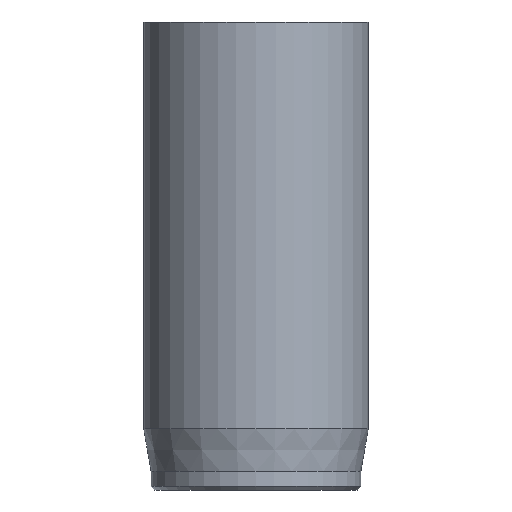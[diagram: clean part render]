
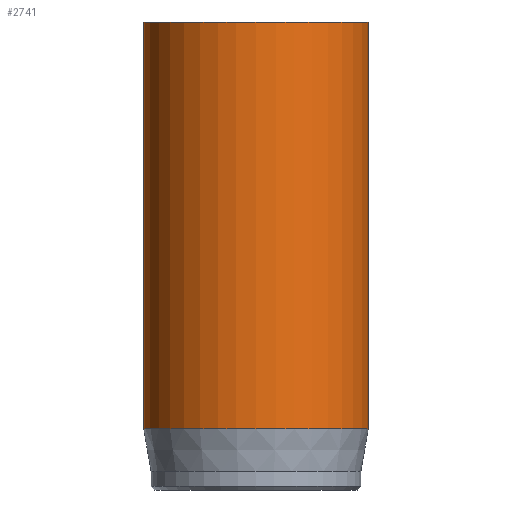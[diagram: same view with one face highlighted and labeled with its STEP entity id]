
A CAD part, front view. The second image highlights one B-rep face of the part: STEP entity #2741.
In plain terms, the highlighted cylindrical face has radius 6 mm (diameter 12 mm), a full revolution.
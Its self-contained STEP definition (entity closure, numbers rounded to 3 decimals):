
#43=CYLINDRICAL_SURFACE('',#2912,6.);
#60=CIRCLE('',#2910,6.);
#61=CIRCLE('',#2911,6.);
#62=CIRCLE('',#2913,6.);
#241=FACE_OUTER_BOUND('',#395,.T.);
#395=EDGE_LOOP('',(#2185,#2186,#2187,#2188,#2189));
#598=LINE('',#4656,#814);
#814=VECTOR('',#3224,6.);
#1227=VERTEX_POINT('',#4648);
#1228=VERTEX_POINT('',#4649);
#1229=VERTEX_POINT('',#4654);
#1588=EDGE_CURVE('',#1227,#1228,#60,.T.);
#1589=EDGE_CURVE('',#1228,#1227,#61,.T.);
#1591=EDGE_CURVE('',#1229,#1229,#62,.T.);
#1592=EDGE_CURVE('',#1229,#1227,#598,.T.);
#2185=ORIENTED_EDGE('',*,*,#1591,.T.);
#2186=ORIENTED_EDGE('',*,*,#1592,.T.);
#2187=ORIENTED_EDGE('',*,*,#1588,.T.);
#2188=ORIENTED_EDGE('',*,*,#1589,.T.);
#2189=ORIENTED_EDGE('',*,*,#1592,.F.);
#2741=ADVANCED_FACE('',(#241),#43,.T.);
#2910=AXIS2_PLACEMENT_3D('',#4650,#3215,#3216);
#2911=AXIS2_PLACEMENT_3D('',#4651,#3217,#3218);
#2912=AXIS2_PLACEMENT_3D('',#4653,#3220,#3221);
#2913=AXIS2_PLACEMENT_3D('',#4655,#3222,#3223);
#3215=DIRECTION('center_axis',(0.,0.,1.));
#3216=DIRECTION('ref_axis',(-1.,0.,0.));
#3217=DIRECTION('center_axis',(0.,0.,1.));
#3218=DIRECTION('ref_axis',(-1.,0.,0.));
#3220=DIRECTION('center_axis',(0.,0.,1.));
#3221=DIRECTION('ref_axis',(-1.,0.,0.));
#3222=DIRECTION('center_axis',(0.,0.,-1.));
#3223=DIRECTION('ref_axis',(-1.,0.,0.));
#3224=DIRECTION('',(0.,0.,-1.));
#4648=CARTESIAN_POINT('',(6.,0.,3.269));
#4649=CARTESIAN_POINT('',(-6.,0.,3.269));
#4650=CARTESIAN_POINT('Origin',(0.,0.,3.269));
#4651=CARTESIAN_POINT('Origin',(0.,0.,3.269));
#4653=CARTESIAN_POINT('Origin',(0.,0.,0.));
#4654=CARTESIAN_POINT('',(6.,0.,25.));
#4655=CARTESIAN_POINT('Origin',(0.,0.,25.));
#4656=CARTESIAN_POINT('',(6.,0.,0.));
